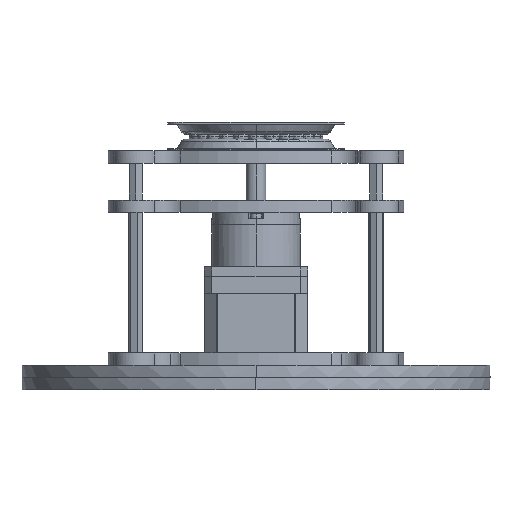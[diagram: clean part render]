
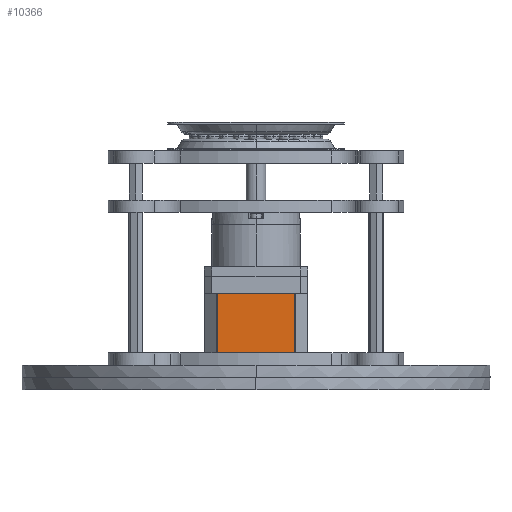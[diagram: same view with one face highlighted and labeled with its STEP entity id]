
A CAD part, front view. The second image highlights one B-rep face of the part: STEP entity #10366.
In plain terms, the highlighted planar face has unit normal (0, -1, 0).
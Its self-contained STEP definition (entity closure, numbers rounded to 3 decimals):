
#478 = CARTESIAN_POINT ( 'NONE',  ( 15.793, -18.5, 43.2 ) ) ;
#522 = AXIS2_PLACEMENT_3D ( 'NONE', #1644, #13910, #18284 ) ;
#801 = B_SPLINE_CURVE_WITH_KNOTS ( 'NONE', 3,
 ( #10520, #20387, #8085, #14729 ),
 .UNSPECIFIED., .F., .F.,
 ( 4, 4 ),
 ( 0., 1. ),
 .UNSPECIFIED. ) ;
#869 = CARTESIAN_POINT ( 'NONE',  ( -15.793, -18.5, 15.2 ) ) ;
#1644 = CARTESIAN_POINT ( 'NONE',  ( -15.793, -18.5, 43.2 ) ) ;
#1692 = EDGE_CURVE ( 'NONE', #11752, #30922, #801, .T. ) ;
#2064 = ORIENTED_EDGE ( 'NONE', *, *, #12735, .F. ) ;
#6569 = VERTEX_POINT ( 'NONE', #19870 ) ;
#6779 = CARTESIAN_POINT ( 'NONE',  ( -5.264, -18.5, 15.2 ) ) ;
#7877 = CARTESIAN_POINT ( 'NONE',  ( 15.793, -18.5, 15.2 ) ) ;
#8085 = CARTESIAN_POINT ( 'NONE',  ( 5.264, -18.5, 43.2 ) ) ;
#8986 = CARTESIAN_POINT ( 'NONE',  ( -15.793, -18.5, 24.533 ) ) ;
#9141 = CARTESIAN_POINT ( 'NONE',  ( -15.793, -18.5, 43.2 ) ) ;
#10315 = CARTESIAN_POINT ( 'NONE',  ( 15.793, -18.5, 33.867 ) ) ;
#10366 = ADVANCED_FACE ( 'NONE', ( #20730 ), #30556, .F. ) ;
#10520 = CARTESIAN_POINT ( 'NONE',  ( -15.793, -18.5, 43.2 ) ) ;
#11159 = CARTESIAN_POINT ( 'NONE',  ( 5.264, -18.5, 15.2 ) ) ;
#11462 = CARTESIAN_POINT ( 'NONE',  ( -15.793, -18.5, 15.2 ) ) ;
#11752 = VERTEX_POINT ( 'NONE', #14188 ) ;
#12169 = ORIENTED_EDGE ( 'NONE', *, *, #1692, .F. ) ;
#12735 = EDGE_CURVE ( 'NONE', #30922, #6569, #17153, .T. ) ;
#12810 = ORIENTED_EDGE ( 'NONE', *, *, #19389, .T. ) ;
#13910 = DIRECTION ( 'NONE',  ( 0., 1., 0. ) ) ;
#14156 = CARTESIAN_POINT ( 'NONE',  ( -15.793, -18.5, 33.867 ) ) ;
#14188 = CARTESIAN_POINT ( 'NONE',  ( -15.793, -18.5, 43.2 ) ) ;
#14729 = CARTESIAN_POINT ( 'NONE',  ( 15.793, -18.5, 43.2 ) ) ;
#16567 = EDGE_CURVE ( 'NONE', #24469, #11752, #22172, .T. ) ;
#17153 = B_SPLINE_CURVE_WITH_KNOTS ( 'NONE', 3,
 ( #478, #10315, #20176, #7877 ),
 .UNSPECIFIED., .F., .F.,
 ( 4, 4 ),
 ( 0., 1. ),
 .UNSPECIFIED. ) ;
#17757 = B_SPLINE_CURVE_WITH_KNOTS ( 'NONE', 3,
 ( #11462, #6779, #11159, #19053 ),
 .UNSPECIFIED., .F., .F.,
 ( 4, 4 ),
 ( 0., 1. ),
 .UNSPECIFIED. ) ;
#18284 = DIRECTION ( 'NONE',  ( 0., 0., -1. ) ) ;
#19053 = CARTESIAN_POINT ( 'NONE',  ( 15.793, -18.5, 15.2 ) ) ;
#19389 = EDGE_CURVE ( 'NONE', #24469, #6569, #17757, .T. ) ;
#19870 = CARTESIAN_POINT ( 'NONE',  ( 15.793, -18.5, 15.2 ) ) ;
#20176 = CARTESIAN_POINT ( 'NONE',  ( 15.793, -18.5, 24.533 ) ) ;
#20387 = CARTESIAN_POINT ( 'NONE',  ( -5.264, -18.5, 43.2 ) ) ;
#20730 = FACE_OUTER_BOUND ( 'NONE', #27444, .T. ) ;
#22019 = CARTESIAN_POINT ( 'NONE',  ( 15.793, -18.5, 43.2 ) ) ;
#22172 = B_SPLINE_CURVE_WITH_KNOTS ( 'NONE', 3,
 ( #25967, #8986, #14156, #9141 ),
 .UNSPECIFIED., .F., .F.,
 ( 4, 4 ),
 ( 0., 1. ),
 .UNSPECIFIED. ) ;
#23026 = ORIENTED_EDGE ( 'NONE', *, *, #16567, .F. ) ;
#24469 = VERTEX_POINT ( 'NONE', #869 ) ;
#25967 = CARTESIAN_POINT ( 'NONE',  ( -15.793, -18.5, 15.2 ) ) ;
#27444 = EDGE_LOOP ( 'NONE', ( #2064, #12169, #23026, #12810 ) ) ;
#30556 = PLANE ( 'NONE',  #522 ) ;
#30922 = VERTEX_POINT ( 'NONE', #22019 ) ;
